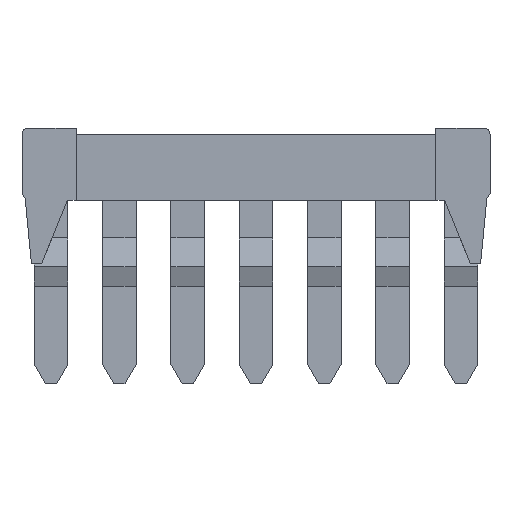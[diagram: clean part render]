
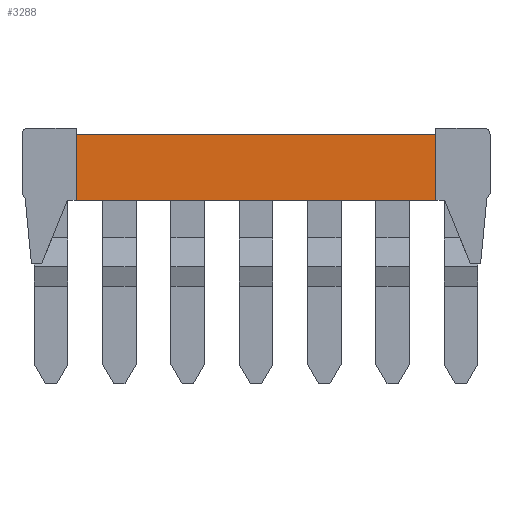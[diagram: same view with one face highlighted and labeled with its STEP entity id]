
A CAD part, top view. The second image highlights one B-rep face of the part: STEP entity #3288.
In plain terms, the highlighted planar face has unit normal (0, 0, 1).
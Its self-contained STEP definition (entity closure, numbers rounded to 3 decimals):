
#113=DIRECTION('',(0.,-1.,0.));
#114=VECTOR('',#113,5.9);
#115=CARTESIAN_POINT('',(2.25,3.65,1.4));
#116=LINE('',#115,#114);
#133=DIRECTION('',(-1.,0.,0.));
#134=VECTOR('',#133,32.1);
#135=CARTESIAN_POINT('',(34.35,3.65,1.4));
#136=LINE('',#135,#134);
#265=DIRECTION('',(-1.,0.,0.));
#266=VECTOR('',#265,32.1);
#267=CARTESIAN_POINT('',(34.35,-2.25,1.4));
#268=LINE('',#267,#266);
#1119=DIRECTION('',(0.,-1.,0.));
#1120=VECTOR('',#1119,5.9);
#1121=CARTESIAN_POINT('',(34.35,3.65,1.4));
#1122=LINE('',#1121,#1120);
#1440=CARTESIAN_POINT('',(34.35,-2.25,1.4));
#1442=VERTEX_POINT('',#1440);
#1443=CARTESIAN_POINT('',(2.25,-2.25,1.4));
#1444=VERTEX_POINT('',#1443);
#1451=CARTESIAN_POINT('',(34.35,3.65,1.4));
#1452=CARTESIAN_POINT('',(2.25,3.65,1.4));
#1453=VERTEX_POINT('',#1451);
#1454=VERTEX_POINT('',#1452);
#3277=CARTESIAN_POINT('',(34.35,4.15,1.4));
#3278=DIRECTION('',(0.,0.,-1.));
#3279=DIRECTION('',(-1.,0.,0.));
#3280=AXIS2_PLACEMENT_3D('',#3277,#3278,#3279);
#3281=PLANE('',#3280);
#3282=ORIENTED_EDGE('',*,*,#1941,.T.);
#3283=ORIENTED_EDGE('',*,*,#1866,.F.);
#3284=ORIENTED_EDGE('',*,*,#1891,.F.);
#3285=ORIENTED_EDGE('',*,*,#3266,.T.);
#3286=EDGE_LOOP('',(#3282,#3283,#3284,#3285));
#3287=FACE_OUTER_BOUND('',#3286,.F.);
#3288=ADVANCED_FACE('',(#3287),#3281,.F.);
#1866=EDGE_CURVE('',#1454,#1444,#116,.T.);
#1891=EDGE_CURVE('',#1453,#1454,#136,.T.);
#1941=EDGE_CURVE('',#1442,#1444,#268,.T.);
#3266=EDGE_CURVE('',#1453,#1442,#1122,.T.);
